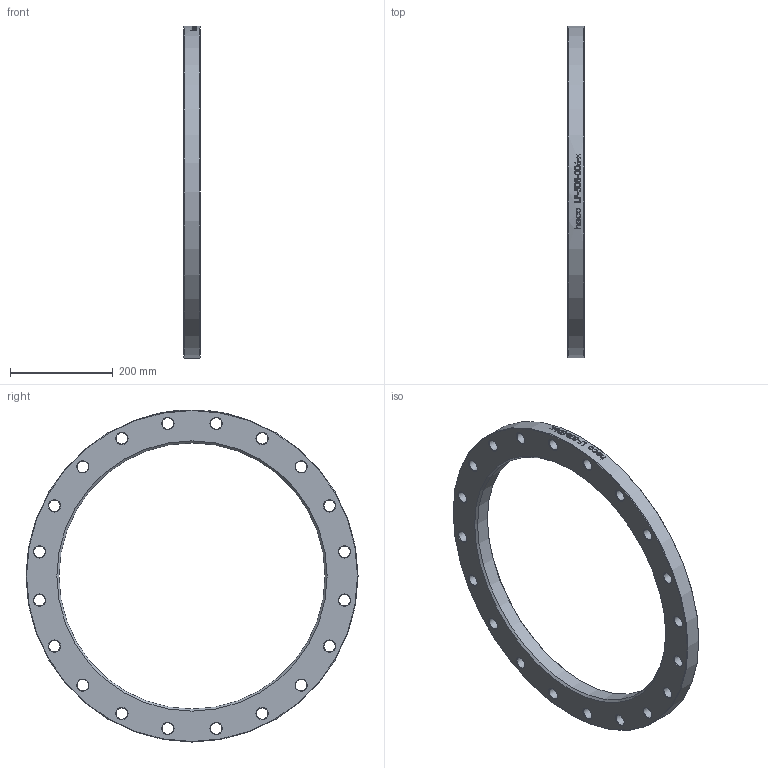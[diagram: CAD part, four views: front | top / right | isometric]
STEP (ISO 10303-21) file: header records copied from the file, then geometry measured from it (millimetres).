
FILE_DESCRIPTION (( 'STEP AP214' ), '1' );
FILE_NAME ('LF-508-006-x Loser Flansch 2101.STEP', '2021-01-14T09:29:07', ( '' ), ( '' ), 'SwSTEP 2.0', 'SolidWorks 2019', '' );
FILE_SCHEMA (( 'AUTOMOTIVE_DESIGN' ));
Length unit declared in the file: millimetre
Products named in the file (1): LF-508-006-x Loser Flansch 2101
Bounding box: 32 x 645 x 645 mm (x, y, z)
Volume: 3475397.9 mm3; surface area: 370779.6 mm2
Topology: 1 solids, 1 shells, 92 faces, 337 edges, 270 vertices
Faces by surface type: cylinder 46, cone 44, plane 2
Full cylindrical faces by diameter (mm): 22 x20, 517 x1, 645 x1
Entity records: 8370 total; most frequent: CARTESIAN_POINT 5633, ORIENTED_EDGE 492, DIRECTION 434, EDGE_CURVE 246, VERTEX_POINT 246, EDGE_LOOP 224, AXIS2_PLACEMENT_3D 207, FACE_OUTER_BOUND 114
